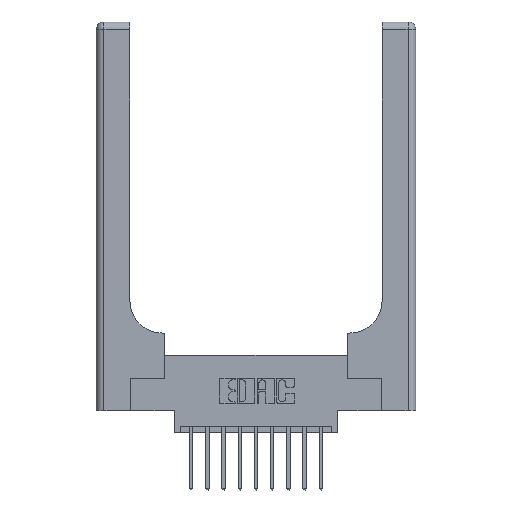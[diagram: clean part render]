
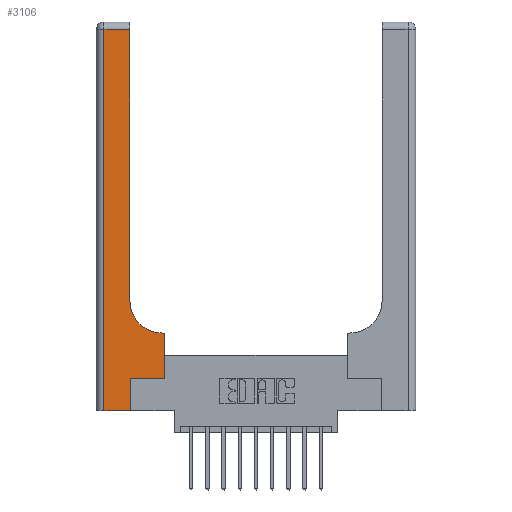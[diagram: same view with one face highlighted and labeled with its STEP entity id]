
A CAD part, top view. The second image highlights one B-rep face of the part: STEP entity #3106.
In plain terms, the highlighted planar face has unit normal (0, 0, 1).
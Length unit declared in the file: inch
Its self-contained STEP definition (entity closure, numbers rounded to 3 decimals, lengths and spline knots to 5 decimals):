
#77 = VERTEX_POINT ( 'NONE', #14804 ) ;
#146 = EDGE_CURVE ( 'NONE', #8281, #77, #15587, .T. ) ;
#414 = ORIENTED_EDGE ( 'NONE', *, *, #146, .T. ) ;
#538 = CARTESIAN_POINT ( 'NONE',  ( 0.265, 0., 0.37 ) ) ;
#624 = DIRECTION ( 'NONE',  ( 1., 0., 0. ) ) ;
#855 = VERTEX_POINT ( 'NONE', #13330 ) ;
#1423 = EDGE_CURVE ( 'NONE', #11862, #9962, #5094, .T. ) ;
#1444 = EDGE_CURVE ( 'NONE', #11004, #12077, #11248, .T. ) ;
#1687 = CARTESIAN_POINT ( 'NONE',  ( 0.06, 2.94, 0.37 ) ) ;
#1749 = VECTOR ( 'NONE', #10027, 39.37008 ) ;
#2274 = LINE ( 'NONE', #14729, #4193 ) ;
#2294 = PLANE ( 'NONE',  #11278 ) ;
#2384 = ORIENTED_EDGE ( 'NONE', *, *, #14743, .T. ) ;
#2626 = DIRECTION ( 'NONE',  ( 0., 1., 0. ) ) ;
#3106 = ADVANCED_FACE ( 'NONE', ( #7328 ), #2294, .F. ) ;
#3289 = VECTOR ( 'NONE', #8806, 39.37008 ) ;
#3317 = CARTESIAN_POINT ( 'NONE',  ( 0.26, 2.94, 0.37 ) ) ;
#3439 = ORIENTED_EDGE ( 'NONE', *, *, #10657, .T. ) ;
#3878 = CARTESIAN_POINT ( 'NONE',  ( 0., 2.94, 0.37 ) ) ;
#3985 = DIRECTION ( 'NONE',  ( 0., -1., 0. ) ) ;
#4027 = VERTEX_POINT ( 'NONE', #8715 ) ;
#4167 = LINE ( 'NONE', #8272, #15892 ) ;
#4193 = VECTOR ( 'NONE', #6088, 39.37008 ) ;
#4283 = DIRECTION ( 'NONE',  ( 0., 1., 0. ) ) ;
#4638 = EDGE_CURVE ( 'NONE', #77, #11862, #13848, .T. ) ;
#4883 = ORIENTED_EDGE ( 'NONE', *, *, #1444, .T. ) ;
#4910 = EDGE_CURVE ( 'NONE', #855, #8281, #2274, .T. ) ;
#5094 = LINE ( 'NONE', #3878, #3289 ) ;
#5419 = CARTESIAN_POINT ( 'NONE',  ( 0.51, 0.85, 0.37 ) ) ;
#5502 = LINE ( 'NONE', #538, #9591 ) ;
#5812 = EDGE_CURVE ( 'NONE', #12304, #4027, #8878, .T. ) ;
#5945 = DIRECTION ( 'NONE',  ( 0., 0., -1. ) ) ;
#6088 = DIRECTION ( 'NONE',  ( -1., 0., 0. ) ) ;
#6479 = CARTESIAN_POINT ( 'NONE',  ( 0.265, 0., 0.37 ) ) ;
#7250 = CARTESIAN_POINT ( 'NONE',  ( 0., 3., 0.37 ) ) ;
#7328 = FACE_OUTER_BOUND ( 'NONE', #13162, .T. ) ;
#7413 = ORIENTED_EDGE ( 'NONE', *, *, #5812, .T. ) ;
#7571 = CARTESIAN_POINT ( 'NONE',  ( 0.26, 3., 0.37 ) ) ;
#7762 = CARTESIAN_POINT ( 'NONE',  ( 0.51, 0.6, 0.37 ) ) ;
#8017 = DIRECTION ( 'NONE',  ( 0., 0., -1. ) ) ;
#8272 = CARTESIAN_POINT ( 'NONE',  ( 0.528, 0.25, 0.37 ) ) ;
#8281 = VERTEX_POINT ( 'NONE', #7762 ) ;
#8715 = CARTESIAN_POINT ( 'NONE',  ( 0.528, 0.25, 0.37 ) ) ;
#8806 = DIRECTION ( 'NONE',  ( -1., 0., 0. ) ) ;
#8878 = LINE ( 'NONE', #11316, #13341 ) ;
#9437 = ORIENTED_EDGE ( 'NONE', *, *, #4638, .T. ) ;
#9591 = VECTOR ( 'NONE', #4283, 39.37008 ) ;
#9962 = VERTEX_POINT ( 'NONE', #1687 ) ;
#10027 = DIRECTION ( 'NONE',  ( 1., 0., 0. ) ) ;
#10617 = VECTOR ( 'NONE', #3985, 39.37008 ) ;
#10657 = EDGE_CURVE ( 'NONE', #9962, #11004, #15125, .T. ) ;
#10880 = DIRECTION ( 'NONE',  ( -1., 0., 0. ) ) ;
#10904 = VECTOR ( 'NONE', #2626, 39.37008 ) ;
#11004 = VERTEX_POINT ( 'NONE', #15191 ) ;
#11248 = LINE ( 'NONE', #12815, #1749 ) ;
#11278 = AXIS2_PLACEMENT_3D ( 'NONE', #7250, #5945, #10880 ) ;
#11316 = CARTESIAN_POINT ( 'NONE',  ( 0.265, 0.25, 0.37 ) ) ;
#11799 = ORIENTED_EDGE ( 'NONE', *, *, #1423, .T. ) ;
#11862 = VERTEX_POINT ( 'NONE', #3317 ) ;
#11884 = ORIENTED_EDGE ( 'NONE', *, *, #4910, .T. ) ;
#11916 = ORIENTED_EDGE ( 'NONE', *, *, #12180, .T. ) ;
#12077 = VERTEX_POINT ( 'NONE', #6479 ) ;
#12180 = EDGE_CURVE ( 'NONE', #12077, #12304, #5502, .T. ) ;
#12304 = VERTEX_POINT ( 'NONE', #13718 ) ;
#12455 = DIRECTION ( 'NONE',  ( 1., 0., 0. ) ) ;
#12693 = DIRECTION ( 'NONE',  ( 0., 1., 0. ) ) ;
#12815 = CARTESIAN_POINT ( 'NONE',  ( 0., 0., 0.37 ) ) ;
#13162 = EDGE_LOOP ( 'NONE', ( #9437, #11799, #3439, #4883, #11916, #7413, #2384, #11884, #414 ) ) ;
#13235 = AXIS2_PLACEMENT_3D ( 'NONE', #5419, #8017, #624 ) ;
#13330 = CARTESIAN_POINT ( 'NONE',  ( 0.528, 0.6, 0.37 ) ) ;
#13341 = VECTOR ( 'NONE', #12455, 39.37008 ) ;
#13718 = CARTESIAN_POINT ( 'NONE',  ( 0.265, 0.25, 0.37 ) ) ;
#13848 = LINE ( 'NONE', #7571, #10904 ) ;
#14729 = CARTESIAN_POINT ( 'NONE',  ( 0.26, 0.6, 0.37 ) ) ;
#14743 = EDGE_CURVE ( 'NONE', #4027, #855, #4167, .T. ) ;
#14804 = CARTESIAN_POINT ( 'NONE',  ( 0.26, 0.85, 0.37 ) ) ;
#15125 = LINE ( 'NONE', #15211, #10617 ) ;
#15191 = CARTESIAN_POINT ( 'NONE',  ( 0.06, 0., 0.37 ) ) ;
#15211 = CARTESIAN_POINT ( 'NONE',  ( 0.06, 3., 0.37 ) ) ;
#15587 = CIRCLE ( 'NONE', #13235, 0.25 ) ;
#15892 = VECTOR ( 'NONE', #12693, 39.37008 ) ;
